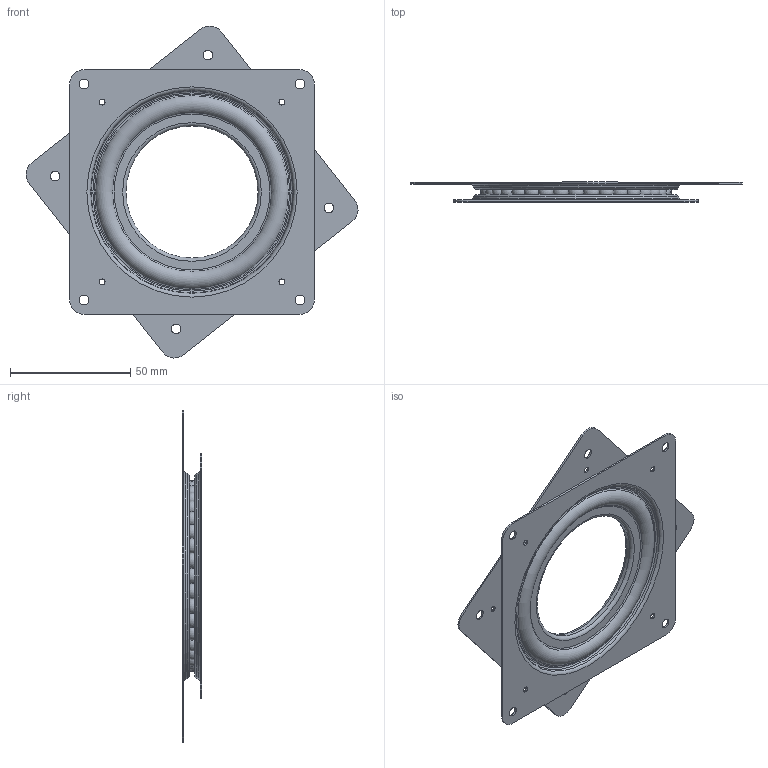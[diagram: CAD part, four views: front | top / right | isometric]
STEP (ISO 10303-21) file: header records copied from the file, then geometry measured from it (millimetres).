
FILE_DESCRIPTION(/* description */ (''),/* implementation_level */ '2;1');
FILE_NAME(/* name */ 'fc18-012_LazySusan4C.iam.step',/* time_stamp */ '2017-11-30T11:21:20-08:00',/* author */ ('Autodesk Inc.'),/* organization */ ('Autodesk Inc.'),/* preprocessor_version */ 'ST-DEVELOPER v16.13',/* originating_system */ 'Autodesk Inventor 2018',/* authorisation */ '');
FILE_SCHEMA (('AUTOMOTIVE_DESIGN { 1 0 10303 214 3 1 1 }'));
Length unit declared in the file: inch
Products named in the file (4): fc18-012; MSTR 4 Inch Locking Race_7719a; MSTR 4 Inch Plain Race_2823; MSTR Suzie Ball_Balls4
Assembly tree (38 placements, depth 2):
  fc18-012
    MSTR 4 Inch Locking Race_7719a
    MSTR 4 Inch Plain Race_2823
    MSTR Suzie Ball_Balls4  x36
Bounding box: 137.89 x 8.13 x 137.89 mm (x, y, z)
Volume: 18007.2 mm3; surface area: 41330.8 mm2
Topology: 38 solids, 38 shells, 114 faces, 288 edges, 188 vertices
Faces by surface type: sphere 36, cylinder 28, torus 24, plane 22, cone 4
Full cylindrical faces by diameter (mm): 2.388 x8, 3.962 x8, 54.864 x1, 56.337 x1, 58.75 x1, 63.581 x1
Entity records: 2454 total; most frequent: DIRECTION 460, CARTESIAN_POINT 356, ORIENTED_EDGE 250, AXIS2_PLACEMENT_3D 214, EDGE_LOOP 173, EDGE_CURVE 125, VERTEX_POINT 110, FACE_BOUND 94
